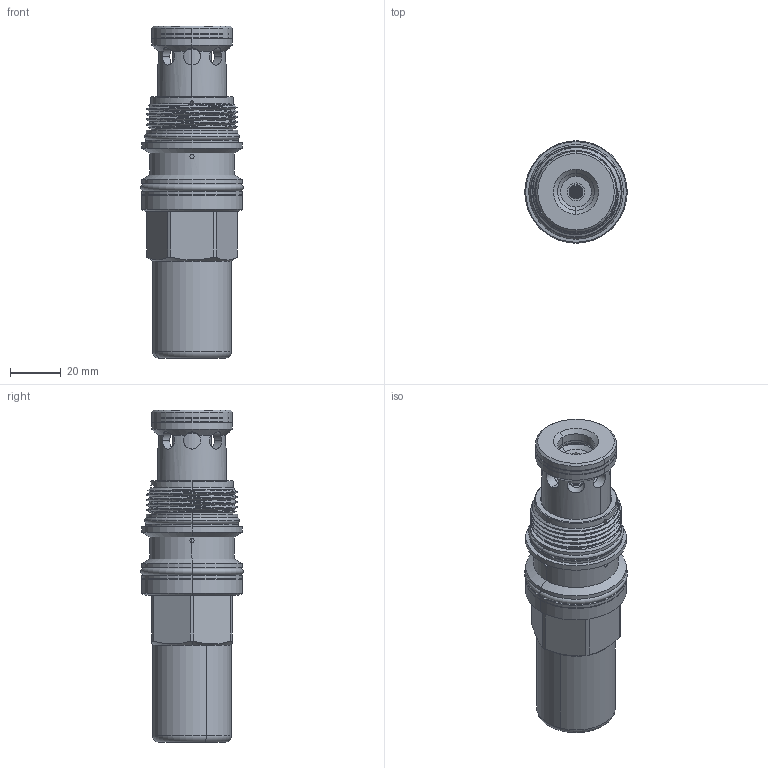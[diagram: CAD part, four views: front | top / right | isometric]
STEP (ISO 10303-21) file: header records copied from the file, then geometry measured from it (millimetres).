
FILE_DESCRIPTION (( 'STEP AP203' ), '1' );
FILE_NAME ('RV17A3G-C-85.STEP', '2020-03-24T09:35:29', ( '' ), ( '' ), 'SwSTEP 2.0', 'SolidWorks 2018', '' );
FILE_SCHEMA (( 'CONFIG_CONTROL_DESIGN' ));
Products named in the file (1): RV17A3G-C-85
Bounding box: 40.39 x 40.39 x 130.91 mm (x, y, z)
Volume: 88365.2 mm3; surface area: 39492.5 mm2
Topology: 11 solids, 11 shells, 892 faces, 2423 edges, 1524 vertices
Faces by surface type: cylinder 605, cone 116, plane 85, torus 70, bspline 10, sphere 6
Entity records: 60630 total; most frequent: CARTESIAN_POINT 39091, ORIENTED_EDGE 4834, DIRECTION 3697, EDGE_CURVE 2417, VERTEX_POINT 1524, AXIS2_PLACEMENT_3D 1457, EDGE_LOOP 1303, B_SPLINE_CURVE_WITH_KNOTS 989
